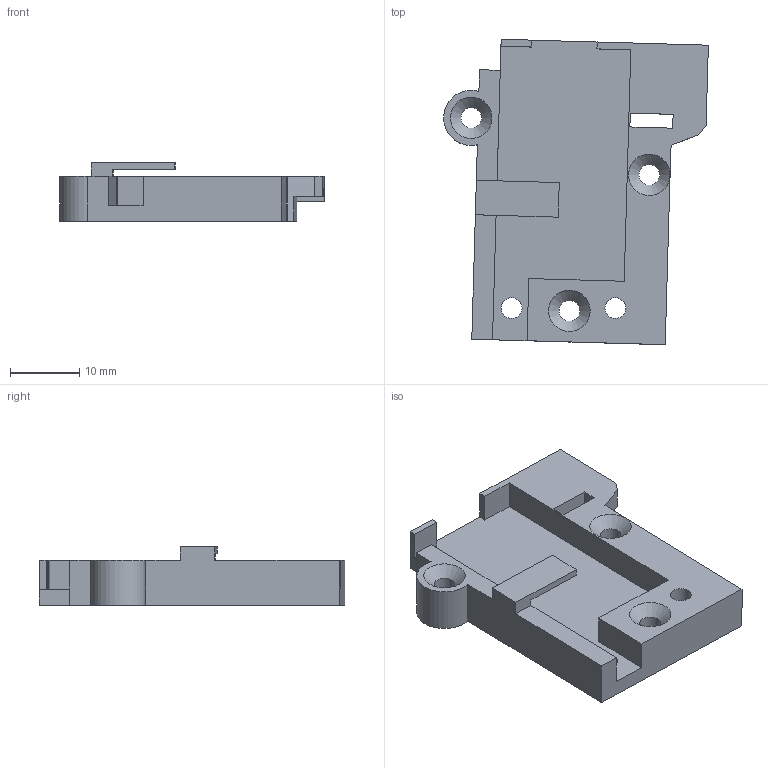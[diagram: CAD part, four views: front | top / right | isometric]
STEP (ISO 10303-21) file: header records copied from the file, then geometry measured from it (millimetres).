
FILE_DESCRIPTION(('STEP AP203'), '1');
FILE_NAME('Left carret top part', '2025-03-30T07:20:21', ('vireal'), (''), 'C3D Converter', 'C3D Toolkit', '');
FILE_SCHEMA(('CONFIG_CONTROL_DESIGN'));
Length unit declared in the file: millimetre
Products named in the file (1): Carret
Bounding box: 38.31 x 44.2 x 8.5 mm (x, y, z)
Volume: 5047 mm3; surface area: 4498.3 mm2
Topology: 1 solids, 1 shells, 74 faces, 215 edges, 142 vertices
Faces by surface type: plane 63, cylinder 8, cone 3
Full cylindrical faces by diameter (mm): 3 x5
Entity records: 2432 total; most frequent: CARTESIAN_POINT 424, ORIENTED_EDGE 414, DIRECTION 378, EDGE_CURVE 207, LINE 186, VECTOR 186, VERTEX_POINT 142, AXIS2_PLACEMENT_3D 96
